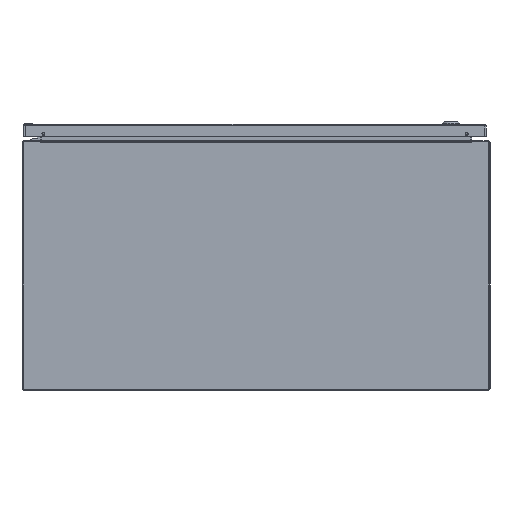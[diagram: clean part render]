
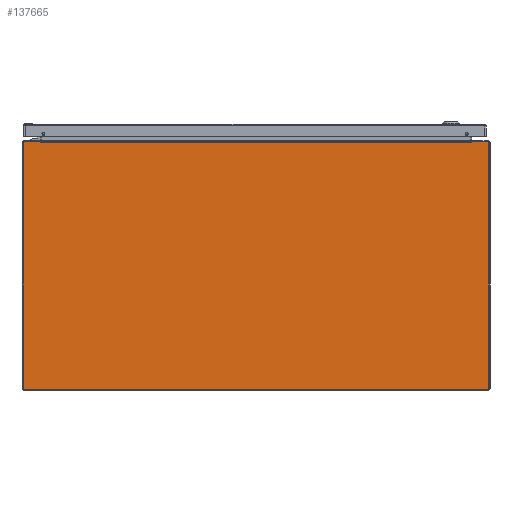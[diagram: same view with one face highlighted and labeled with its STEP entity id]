
A CAD part, front view. The second image highlights one B-rep face of the part: STEP entity #137665.
In plain terms, the highlighted planar face has unit normal (0, -1, 0).
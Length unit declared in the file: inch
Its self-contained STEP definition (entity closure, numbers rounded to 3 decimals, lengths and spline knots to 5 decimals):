
#3463 = CARTESIAN_POINT ( 'NONE',  ( 13.798, -21., 7.883 ) ) ;
#6882 = EDGE_CURVE ( 'NONE', #27721, #98088, #127021, .T. ) ;
#8701 = LINE ( 'NONE', #31499, #67753 ) ;
#8825 = ORIENTED_EDGE ( 'NONE', *, *, #108132, .F. ) ;
#9175 = ORIENTED_EDGE ( 'NONE', *, *, #71873, .T. ) ;
#9758 = CARTESIAN_POINT ( 'NONE',  ( -14.857, -21., 7.857 ) ) ;
#10733 = CARTESIAN_POINT ( 'NONE',  ( 14.857, -21., 7.857 ) ) ;
#11336 = ORIENTED_EDGE ( 'NONE', *, *, #108273, .T. ) ;
#16703 = CARTESIAN_POINT ( 'NONE',  ( 14.937, -21., 0. ) ) ;
#16775 = FACE_OUTER_BOUND ( 'NONE', #89261, .T. ) ;
#18085 = DIRECTION ( 'NONE',  ( -1., 0., 0. ) ) ;
#18120 = AXIS2_PLACEMENT_3D ( 'NONE', #128687, #67092, #156230 ) ;
#18190 = AXIS2_PLACEMENT_3D ( 'NONE', #10733, #35881, #23703 ) ;
#18429 = ORIENTED_EDGE ( 'NONE', *, *, #155697, .T. ) ;
#22902 = VECTOR ( 'NONE', #110586, 39.37008 ) ;
#23017 = ORIENTED_EDGE ( 'NONE', *, *, #76745, .T. ) ;
#23703 = DIRECTION ( 'NONE',  ( 0., 0., -1. ) ) ;
#25326 = DIRECTION ( 'NONE',  ( 0., 0., -1. ) ) ;
#25906 = VECTOR ( 'NONE', #131643, 39.37008 ) ;
#27721 = VERTEX_POINT ( 'NONE', #127421 ) ;
#27806 = AXIS2_PLACEMENT_3D ( 'NONE', #9758, #59259, #122487 ) ;
#27844 = CARTESIAN_POINT ( 'NONE',  ( 0., -21., 7.937 ) ) ;
#28102 = DIRECTION ( 'NONE',  ( 0., 0., 1. ) ) ;
#28699 = ORIENTED_EDGE ( 'NONE', *, *, #104300, .T. ) ;
#30638 = DIRECTION ( 'NONE',  ( -0.174, 0., -0.985 ) ) ;
#31499 = CARTESIAN_POINT ( 'NONE',  ( 13.80579, -21., 7.883 ) ) ;
#34115 = VERTEX_POINT ( 'NONE', #121811 ) ;
#35881 = DIRECTION ( 'NONE',  ( 0., -1., 0. ) ) ;
#35920 = LINE ( 'NONE', #76420, #140562 ) ;
#36420 = EDGE_CURVE ( 'NONE', #40283, #69677, #8701, .T. ) ;
#36841 = ORIENTED_EDGE ( 'NONE', *, *, #112629, .T. ) ;
#40283 = VERTEX_POINT ( 'NONE', #98711 ) ;
#40971 = VECTOR ( 'NONE', #28102, 39.37008 ) ;
#43542 = VECTOR ( 'NONE', #18085, 39.37008 ) ;
#43644 = DIRECTION ( 'NONE',  ( -1., 0., 0. ) ) ;
#45157 = LINE ( 'NONE', #58128, #100386 ) ;
#48107 = LINE ( 'NONE', #98445, #22902 ) ;
#49090 = DIRECTION ( 'NONE',  ( 0., -1., 0. ) ) ;
#49895 = ORIENTED_EDGE ( 'NONE', *, *, #160569, .T. ) ;
#51949 = CARTESIAN_POINT ( 'NONE',  ( 14.857, -21., -7.857 ) ) ;
#58128 = CARTESIAN_POINT ( 'NONE',  ( 13.81836, -21., 7.91 ) ) ;
#58856 = CARTESIAN_POINT ( 'NONE',  ( -14.857, -21., -7.857 ) ) ;
#59089 = DIRECTION ( 'NONE',  ( -1., 0., 0. ) ) ;
#59259 = DIRECTION ( 'NONE',  ( 0., -1., 0. ) ) ;
#61242 = DIRECTION ( 'NONE',  ( 0., 0., -1. ) ) ;
#67092 = DIRECTION ( 'NONE',  ( 0., -1., 0. ) ) ;
#67753 = VECTOR ( 'NONE', #43644, 39.37008 ) ;
#68716 = AXIS2_PLACEMENT_3D ( 'NONE', #58856, #49090, #61242 ) ;
#69677 = VERTEX_POINT ( 'NONE', #3463 ) ;
#71873 = EDGE_CURVE ( 'NONE', #140751, #27721, #124194, .T. ) ;
#73231 = VERTEX_POINT ( 'NONE', #129610 ) ;
#73284 = VECTOR ( 'NONE', #59089, 39.37008 ) ;
#73697 = CARTESIAN_POINT ( 'NONE',  ( -14.937, -21., 7.857 ) ) ;
#75496 = DIRECTION ( 'NONE',  ( 0., 0., -1. ) ) ;
#75865 = CARTESIAN_POINT ( 'NONE',  ( 14.937, -21., 7.857 ) ) ;
#75870 = ORIENTED_EDGE ( 'NONE', *, *, #6882, .T. ) ;
#76293 = DIRECTION ( 'NONE',  ( 0., -1., 0. ) ) ;
#76420 = CARTESIAN_POINT ( 'NONE',  ( -14.937, -21., 0. ) ) ;
#76745 = EDGE_CURVE ( 'NONE', #120445, #34115, #138609, .T. ) ;
#77455 = VERTEX_POINT ( 'NONE', #83467 ) ;
#78519 = VERTEX_POINT ( 'NONE', #136295 ) ;
#81837 = LINE ( 'NONE', #119942, #73284 ) ;
#83467 = CARTESIAN_POINT ( 'NONE',  ( 13.82312, -21., 7.937 ) ) ;
#83539 = LINE ( 'NONE', #146550, #149701 ) ;
#84261 = CARTESIAN_POINT ( 'NONE',  ( 14.857, -21., -7.937 ) ) ;
#85616 = ORIENTED_EDGE ( 'NONE', *, *, #36420, .T. ) ;
#87401 = ORIENTED_EDGE ( 'NONE', *, *, #156483, .T. ) ;
#89259 = VERTEX_POINT ( 'NONE', #92864 ) ;
#89261 = EDGE_LOOP ( 'NONE', ( #28699, #49895, #139233, #23017, #87401, #9175, #75870, #11336, #36841, #18429, #85616, #152829, #127834, #8825 ) ) ;
#92681 = CIRCLE ( 'NONE', #27806, 0.08 ) ;
#92864 = CARTESIAN_POINT ( 'NONE',  ( -13.798, -21., 7.883 ) ) ;
#93676 = CARTESIAN_POINT ( 'NONE',  ( -13.8136, -21., 7.883 ) ) ;
#94564 = VERTEX_POINT ( 'NONE', #73697 ) ;
#95744 = AXIS2_PLACEMENT_3D ( 'NONE', #51949, #76293, #75496 ) ;
#96766 = CARTESIAN_POINT ( 'NONE',  ( -13.81836, -21., 7.91 ) ) ;
#98088 = VERTEX_POINT ( 'NONE', #75865 ) ;
#98445 = CARTESIAN_POINT ( 'NONE',  ( -13.80579, -21., 7.883 ) ) ;
#98550 = CIRCLE ( 'NONE', #18190, 0.08 ) ;
#98711 = CARTESIAN_POINT ( 'NONE',  ( 13.8136, -21., 7.883 ) ) ;
#100386 = VECTOR ( 'NONE', #30638, 39.37008 ) ;
#104300 = EDGE_CURVE ( 'NONE', #142249, #78519, #129197, .T. ) ;
#104939 = EDGE_CURVE ( 'NONE', #146806, #89259, #48107, .T. ) ;
#107166 = EDGE_CURVE ( 'NONE', #69677, #89259, #153873, .T. ) ;
#108132 = EDGE_CURVE ( 'NONE', #142249, #146806, #156763, .T. ) ;
#108273 = EDGE_CURVE ( 'NONE', #98088, #73231, #98550, .T. ) ;
#109279 = DIRECTION ( 'NONE',  ( 1., 0., 0. ) ) ;
#110317 = CARTESIAN_POINT ( 'NONE',  ( -14.937, -21., -7.857 ) ) ;
#110586 = DIRECTION ( 'NONE',  ( 1., 0., 0. ) ) ;
#112629 = EDGE_CURVE ( 'NONE', #73231, #77455, #81837, .T. ) ;
#114698 = EDGE_CURVE ( 'NONE', #94564, #120445, #35920, .T. ) ;
#119942 = CARTESIAN_POINT ( 'NONE',  ( 0., -21., 7.937 ) ) ;
#120445 = VERTEX_POINT ( 'NONE', #110317 ) ;
#121811 = CARTESIAN_POINT ( 'NONE',  ( -14.857, -21., -7.937 ) ) ;
#122487 = DIRECTION ( 'NONE',  ( 0., 0., -1. ) ) ;
#124194 = CIRCLE ( 'NONE', #95744, 0.08 ) ;
#127021 = LINE ( 'NONE', #16703, #40971 ) ;
#127421 = CARTESIAN_POINT ( 'NONE',  ( 14.937, -21., -7.857 ) ) ;
#127834 = ORIENTED_EDGE ( 'NONE', *, *, #104939, .F. ) ;
#128687 = CARTESIAN_POINT ( 'NONE',  ( 0., -21., 0. ) ) ;
#129197 = LINE ( 'NONE', #27844, #43542 ) ;
#129536 = DIRECTION ( 'NONE',  ( -1., 0., 0. ) ) ;
#129610 = CARTESIAN_POINT ( 'NONE',  ( 14.857, -21., 7.937 ) ) ;
#131643 = DIRECTION ( 'NONE',  ( 0.174, 0., -0.985 ) ) ;
#132709 = CARTESIAN_POINT ( 'NONE',  ( 0., -21., 7.883 ) ) ;
#136295 = CARTESIAN_POINT ( 'NONE',  ( -14.857, -21., 7.937 ) ) ;
#137665 = ADVANCED_FACE ( 'NONE', ( #16775 ), #140883, .T. ) ;
#138609 = CIRCLE ( 'NONE', #68716, 0.08 ) ;
#138842 = CARTESIAN_POINT ( 'NONE',  ( -13.82312, -21., 7.937 ) ) ;
#139233 = ORIENTED_EDGE ( 'NONE', *, *, #114698, .T. ) ;
#140562 = VECTOR ( 'NONE', #25326, 39.37008 ) ;
#140751 = VERTEX_POINT ( 'NONE', #84261 ) ;
#140883 = PLANE ( 'NONE',  #18120 ) ;
#142249 = VERTEX_POINT ( 'NONE', #138842 ) ;
#146550 = CARTESIAN_POINT ( 'NONE',  ( 0., -21., -7.937 ) ) ;
#146806 = VERTEX_POINT ( 'NONE', #93676 ) ;
#149701 = VECTOR ( 'NONE', #109279, 39.37008 ) ;
#152829 = ORIENTED_EDGE ( 'NONE', *, *, #107166, .T. ) ;
#153873 = LINE ( 'NONE', #132709, #155386 ) ;
#155386 = VECTOR ( 'NONE', #129536, 39.37008 ) ;
#155697 = EDGE_CURVE ( 'NONE', #77455, #40283, #45157, .T. ) ;
#156230 = DIRECTION ( 'NONE',  ( 0., 0., -1. ) ) ;
#156483 = EDGE_CURVE ( 'NONE', #34115, #140751, #83539, .T. ) ;
#156763 = LINE ( 'NONE', #96766, #25906 ) ;
#160569 = EDGE_CURVE ( 'NONE', #78519, #94564, #92681, .T. ) ;
